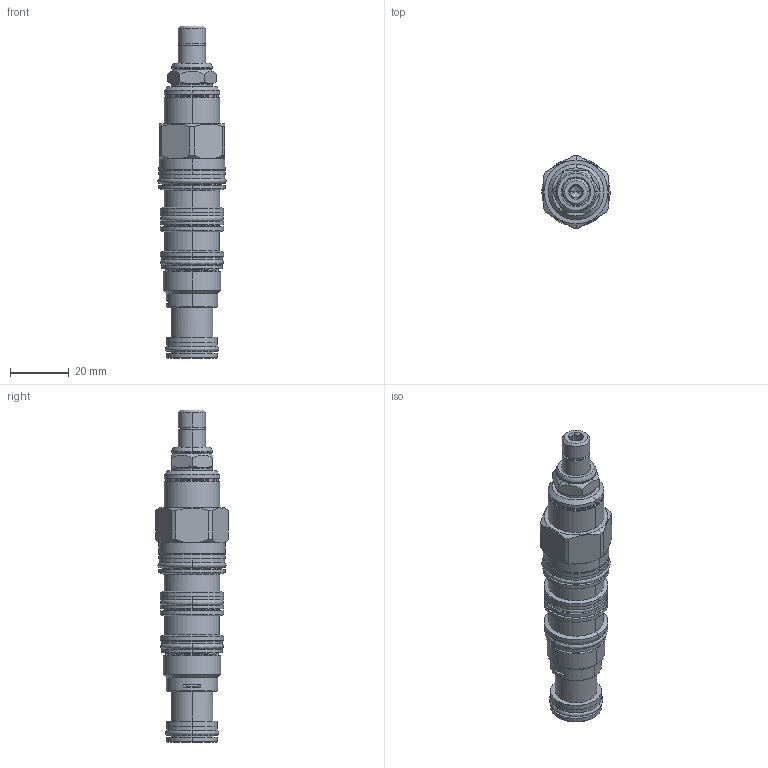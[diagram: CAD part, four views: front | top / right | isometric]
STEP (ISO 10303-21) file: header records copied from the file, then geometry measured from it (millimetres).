
FILE_DESCRIPTION((''),'2;1');
FILE_NAME('DKDP-LAN_PRT','2010-08-20T',('Administrator'),(''),'PRO/ENGINEER BY PARAMETRIC TECHNOLOGY CORPORATION, 2006240','PRO/ENGINEER BY PARAMETRIC TECHNOLOGY CORPORATION, 2006240','');
FILE_SCHEMA(('CONFIG_CONTROL_DESIGN'));
Length unit declared in the file: inch
Products named in the file (1): DKDP-LAN_PRT
Bounding box: 23.29 x 24.84 x 113.28 mm (x, y, z)
Volume: 20165.6 mm3; surface area: 14178.7 mm2
Topology: 5 solids, 6 shells, 309 faces, 717 edges, 434 vertices
Faces by surface type: cylinder 111, plane 75, cone 70, torus 39, revolution 14
Entity records: 10486 total; most frequent: CARTESIAN_POINT 3287, DIRECTION 1613, ORIENTED_EDGE 1422, EDGE_CURVE 711, AXIS2_PLACEMENT_3D 685, VERTEX_POINT 434, CIRCLE 390, EDGE_LOOP 345
